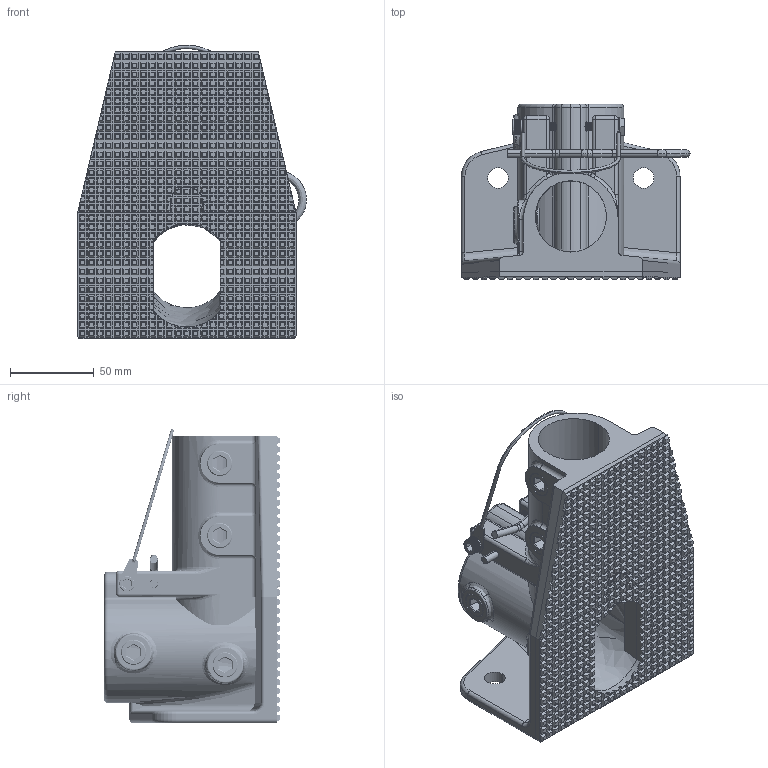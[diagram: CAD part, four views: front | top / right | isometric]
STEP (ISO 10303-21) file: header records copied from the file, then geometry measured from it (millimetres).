
FILE_DESCRIPTION (( 'STEP AP203' ), '1' );
FILE_NAME ('16KG134D.STEP', '2022-05-24T14:45:05', ( '' ), ( '' ), 'SwSTEP 2.0', 'SolidWorks 2020', '' );
FILE_SCHEMA (( 'CONFIG_CONTROL_DESIGN' ));
Length unit declared in the file: millimetre
Products named in the file (10): 16KG134D Part4; 16KG134D Part3; 16KG134D Part1; 16KG134D; 16KG134D Part5; 16KG134D Part7; 16KG134D Part8; 16KG134D Part6; 16KG134D Part2; hex thin nut chamfered gradeab_din_Hexagon Thin Nut ISO 4035 - M6 - N
Assembly tree (12 placements, depth 2):
  16KG134D
    16KG134D Part1
    16KG134D Part2
    16KG134D Part3
    16KG134D Part4
    16KG134D Part5  x4
    16KG134D Part6
    hex thin nut chamfered gradeab_din_Hexagon Thin Nut ISO 4035 - M6 - N
    16KG134D Part7
    16KG134D Part8
Bounding box: 136.16 x 104.5 x 174.84 mm (x, y, z)
Volume: 538196.6 mm3; surface area: 188787.2 mm2
Topology: 13 solids, 13 shells, 4875 faces, 12128 edges, 7860 vertices
Faces by surface type: plane 4071, cylinder 662, bspline 61, cone 36, torus 33, sphere 12
Entity records: 163764 total; most frequent: CARTESIAN_POINT 52723, ORIENTED_EDGE 23428, DIRECTION 20818, EDGE_CURVE 11714, LINE 9934, VECTOR 9934, VERTEX_POINT 7617, AXIS2_PLACEMENT_3D 5442
